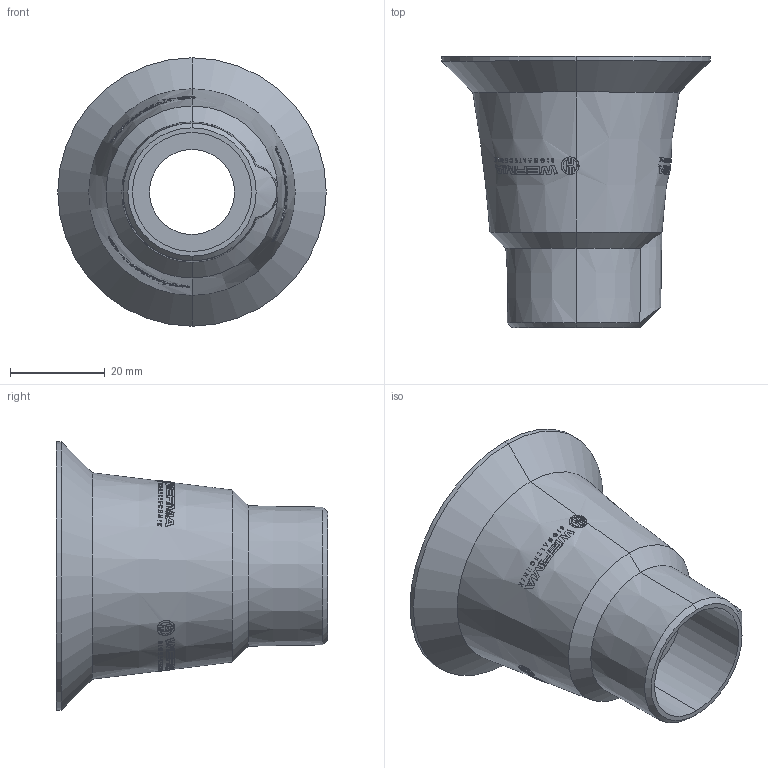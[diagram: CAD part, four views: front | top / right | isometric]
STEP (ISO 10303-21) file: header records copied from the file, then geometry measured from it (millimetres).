
FILE_DESCRIPTION (( 'STEP AP214' ), '1' );
FILE_NAME ('97581201.STEP', '2018-02-26T17:19:25', ( '' ), ( '' ), 'SwSTEP 2.0', 'SolidWorks 2017', '' );
FILE_SCHEMA (( 'AUTOMOTIVE_DESIGN' ));
Length unit declared in the file: inch
Products named in the file (1): 97581201
Bounding box: 56.8 x 57.4 x 56.8 mm (x, y, z)
Volume: 12479.4 mm3; surface area: 15281.7 mm2
Topology: 1 solids, 1 shells, 757 faces, 2025 edges, 1343 vertices
Faces by surface type: bspline 570, cone 97, plane 80, cylinder 10
Entity records: 90964 total; most frequent: CARTESIAN_POINT 75995, ORIENTED_EDGE 4050, EDGE_CURVE 2025, VERTEX_POINT 1343, DIRECTION 1183, B_SPLINE_CURVE_WITH_KNOTS 1183, EDGE_LOOP 832, FACE_OUTER_BOUND 757
